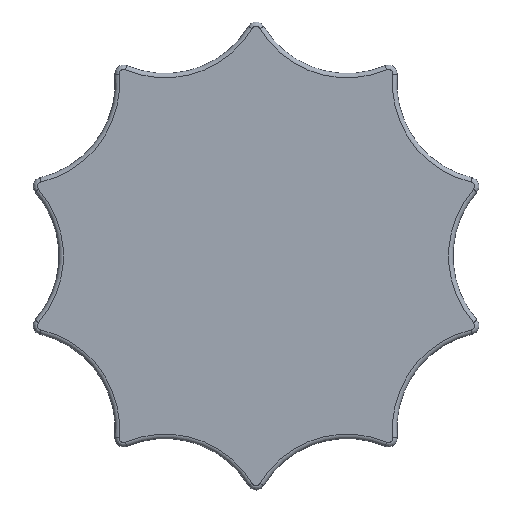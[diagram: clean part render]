
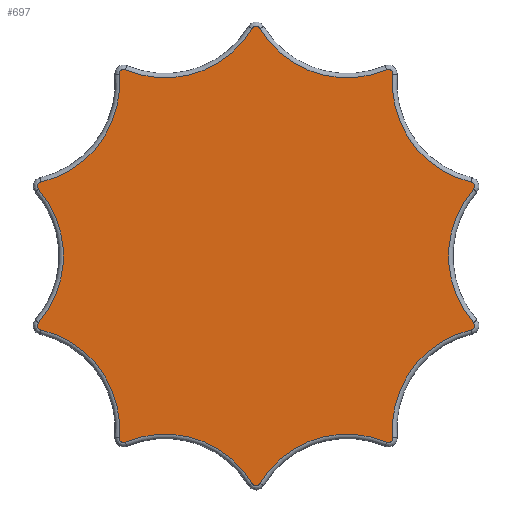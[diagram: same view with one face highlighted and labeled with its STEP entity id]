
A CAD part, front view. The second image highlights one B-rep face of the part: STEP entity #697.
In plain terms, the highlighted planar face has unit normal (0, -1, 0).
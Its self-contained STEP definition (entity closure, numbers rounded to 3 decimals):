
#17=PLANE('',#817);
#127=FACE_OUTER_BOUND('',#173,.T.);
#173=EDGE_LOOP('',(#565,#566,#567,#568,#569,#570,#571,#572,#573,#574,#575,
#576,#577,#578,#579,#580,#581,#582,#583,#584));
#192=CIRCLE('',#728,1.);
#197=CIRCLE('',#734,23.259);
#200=CIRCLE('',#737,1.);
#203=CIRCLE('',#741,23.259);
#206=CIRCLE('',#744,1.);
#209=CIRCLE('',#748,23.259);
#212=CIRCLE('',#751,1.);
#215=CIRCLE('',#755,23.259);
#218=CIRCLE('',#758,1.);
#221=CIRCLE('',#762,23.259);
#224=CIRCLE('',#765,1.);
#227=CIRCLE('',#769,23.259);
#230=CIRCLE('',#772,1.);
#233=CIRCLE('',#776,23.259);
#236=CIRCLE('',#779,1.);
#239=CIRCLE('',#783,23.259);
#242=CIRCLE('',#786,1.);
#245=CIRCLE('',#790,23.259);
#248=CIRCLE('',#793,1.);
#249=CIRCLE('',#795,23.259);
#276=VERTEX_POINT('',#1128);
#277=VERTEX_POINT('',#1130);
#279=VERTEX_POINT('',#1136);
#281=VERTEX_POINT('',#1156);
#283=VERTEX_POINT('',#1162);
#285=VERTEX_POINT('',#1182);
#287=VERTEX_POINT('',#1188);
#289=VERTEX_POINT('',#1208);
#291=VERTEX_POINT('',#1214);
#293=VERTEX_POINT('',#1234);
#295=VERTEX_POINT('',#1240);
#297=VERTEX_POINT('',#1260);
#299=VERTEX_POINT('',#1266);
#301=VERTEX_POINT('',#1286);
#303=VERTEX_POINT('',#1292);
#305=VERTEX_POINT('',#1312);
#307=VERTEX_POINT('',#1318);
#309=VERTEX_POINT('',#1338);
#311=VERTEX_POINT('',#1344);
#313=VERTEX_POINT('',#1364);
#340=EDGE_CURVE('',#276,#277,#192,.T.);
#345=EDGE_CURVE('',#277,#279,#197,.T.);
#348=EDGE_CURVE('',#279,#281,#200,.T.);
#351=EDGE_CURVE('',#281,#283,#203,.T.);
#354=EDGE_CURVE('',#283,#285,#206,.T.);
#357=EDGE_CURVE('',#285,#287,#209,.T.);
#360=EDGE_CURVE('',#287,#289,#212,.T.);
#363=EDGE_CURVE('',#289,#291,#215,.T.);
#366=EDGE_CURVE('',#291,#293,#218,.T.);
#369=EDGE_CURVE('',#293,#295,#221,.T.);
#372=EDGE_CURVE('',#295,#297,#224,.T.);
#375=EDGE_CURVE('',#297,#299,#227,.T.);
#378=EDGE_CURVE('',#299,#301,#230,.T.);
#381=EDGE_CURVE('',#301,#303,#233,.T.);
#384=EDGE_CURVE('',#303,#305,#236,.T.);
#387=EDGE_CURVE('',#305,#307,#239,.T.);
#390=EDGE_CURVE('',#307,#309,#242,.T.);
#393=EDGE_CURVE('',#309,#311,#245,.T.);
#396=EDGE_CURVE('',#311,#313,#248,.T.);
#397=EDGE_CURVE('',#313,#276,#249,.T.);
#565=ORIENTED_EDGE('',*,*,#340,.F.);
#566=ORIENTED_EDGE('',*,*,#397,.F.);
#567=ORIENTED_EDGE('',*,*,#396,.F.);
#568=ORIENTED_EDGE('',*,*,#393,.F.);
#569=ORIENTED_EDGE('',*,*,#390,.F.);
#570=ORIENTED_EDGE('',*,*,#387,.F.);
#571=ORIENTED_EDGE('',*,*,#384,.F.);
#572=ORIENTED_EDGE('',*,*,#381,.F.);
#573=ORIENTED_EDGE('',*,*,#378,.F.);
#574=ORIENTED_EDGE('',*,*,#375,.F.);
#575=ORIENTED_EDGE('',*,*,#372,.F.);
#576=ORIENTED_EDGE('',*,*,#369,.F.);
#577=ORIENTED_EDGE('',*,*,#366,.F.);
#578=ORIENTED_EDGE('',*,*,#363,.F.);
#579=ORIENTED_EDGE('',*,*,#360,.F.);
#580=ORIENTED_EDGE('',*,*,#357,.F.);
#581=ORIENTED_EDGE('',*,*,#354,.F.);
#582=ORIENTED_EDGE('',*,*,#351,.F.);
#583=ORIENTED_EDGE('',*,*,#348,.F.);
#584=ORIENTED_EDGE('',*,*,#345,.F.);
#697=ADVANCED_FACE('',(#127),#17,.F.);
#728=AXIS2_PLACEMENT_3D('',#1131,#851,#852);
#734=AXIS2_PLACEMENT_3D('',#1140,#863,#864);
#737=AXIS2_PLACEMENT_3D('',#1160,#869,#870);
#741=AXIS2_PLACEMENT_3D('',#1166,#877,#878);
#744=AXIS2_PLACEMENT_3D('',#1186,#883,#884);
#748=AXIS2_PLACEMENT_3D('',#1192,#891,#892);
#751=AXIS2_PLACEMENT_3D('',#1212,#897,#898);
#755=AXIS2_PLACEMENT_3D('',#1218,#905,#906);
#758=AXIS2_PLACEMENT_3D('',#1238,#911,#912);
#762=AXIS2_PLACEMENT_3D('',#1244,#919,#920);
#765=AXIS2_PLACEMENT_3D('',#1264,#925,#926);
#769=AXIS2_PLACEMENT_3D('',#1270,#933,#934);
#772=AXIS2_PLACEMENT_3D('',#1290,#939,#940);
#776=AXIS2_PLACEMENT_3D('',#1296,#947,#948);
#779=AXIS2_PLACEMENT_3D('',#1316,#953,#954);
#783=AXIS2_PLACEMENT_3D('',#1322,#961,#962);
#786=AXIS2_PLACEMENT_3D('',#1342,#967,#968);
#790=AXIS2_PLACEMENT_3D('',#1348,#975,#976);
#793=AXIS2_PLACEMENT_3D('',#1368,#981,#982);
#795=AXIS2_PLACEMENT_3D('',#1370,#985,#986);
#817=AXIS2_PLACEMENT_3D('',#1414,#1040,#1041);
#851=DIRECTION('center_axis',(0.,1.,0.));
#852=DIRECTION('ref_axis',(-0.588,0.,0.809));
#863=DIRECTION('center_axis',(0.,-1.,0.));
#864=DIRECTION('ref_axis',(0.309,0.,-0.951));
#869=DIRECTION('center_axis',(0.,1.,0.));
#870=DIRECTION('ref_axis',(0.,0.,1.));
#877=DIRECTION('center_axis',(0.,-1.,0.));
#878=DIRECTION('ref_axis',(-0.309,0.,-0.951));
#883=DIRECTION('center_axis',(0.,1.,0.));
#884=DIRECTION('ref_axis',(0.588,0.,0.809));
#891=DIRECTION('center_axis',(0.,-1.,0.));
#892=DIRECTION('ref_axis',(-0.809,0.,-0.588));
#897=DIRECTION('center_axis',(0.,1.,0.));
#898=DIRECTION('ref_axis',(0.951,0.,0.309));
#905=DIRECTION('center_axis',(0.,-1.,0.));
#906=DIRECTION('ref_axis',(-1.,0.,0.));
#911=DIRECTION('center_axis',(0.,1.,0.));
#912=DIRECTION('ref_axis',(0.951,0.,-0.309));
#919=DIRECTION('center_axis',(0.,-1.,0.));
#920=DIRECTION('ref_axis',(-0.809,0.,0.588));
#925=DIRECTION('center_axis',(0.,1.,0.));
#926=DIRECTION('ref_axis',(0.588,0.,-0.809));
#933=DIRECTION('center_axis',(0.,-1.,0.));
#934=DIRECTION('ref_axis',(-0.309,0.,0.951));
#939=DIRECTION('center_axis',(0.,1.,0.));
#940=DIRECTION('ref_axis',(0.,0.,-1.));
#947=DIRECTION('center_axis',(0.,-1.,0.));
#948=DIRECTION('ref_axis',(0.309,0.,0.951));
#953=DIRECTION('center_axis',(0.,1.,0.));
#954=DIRECTION('ref_axis',(-0.588,0.,-0.809));
#961=DIRECTION('center_axis',(0.,-1.,0.));
#962=DIRECTION('ref_axis',(0.809,0.,0.588));
#967=DIRECTION('center_axis',(0.,1.,0.));
#968=DIRECTION('ref_axis',(-0.951,0.,-0.309));
#975=DIRECTION('center_axis',(0.,-1.,0.));
#976=DIRECTION('ref_axis',(1.,0.,0.));
#981=DIRECTION('center_axis',(0.,1.,0.));
#982=DIRECTION('ref_axis',(-0.951,0.,0.309));
#985=DIRECTION('center_axis',(0.,-1.,0.));
#986=DIRECTION('ref_axis',(0.809,0.,-0.588));
#1040=DIRECTION('center_axis',(0.,1.,0.));
#1041=DIRECTION('ref_axis',(1.,0.,0.));
#1128=CARTESIAN_POINT('',(-87.93,0.,74.418));
#1130=CARTESIAN_POINT('',(-86.544,0.,75.425));
#1131=CARTESIAN_POINT('Origin',(-86.934,0.,74.504));
#1136=CARTESIAN_POINT('',(-57.545,0.,84.847));
#1140=CARTESIAN_POINT('Origin',(-77.473,0.,96.842));
#1156=CARTESIAN_POINT('',(-55.832,0.,84.847));
#1160=CARTESIAN_POINT('Origin',(-56.689,0.,84.332));
#1162=CARTESIAN_POINT('',(-26.833,0.,75.425));
#1166=CARTESIAN_POINT('Origin',(-35.904,0.,96.842));
#1182=CARTESIAN_POINT('',(-25.447,0.,74.418));
#1186=CARTESIAN_POINT('Origin',(-26.443,0.,74.504));
#1188=CARTESIAN_POINT('',(-7.525,0.,49.75));
#1192=CARTESIAN_POINT('Origin',(-2.275,0.,72.409));
#1208=CARTESIAN_POINT('',(-6.995,0.,48.121));
#1212=CARTESIAN_POINT('Origin',(-7.75,0.,48.776));
#1214=CARTESIAN_POINT('',(-6.995,0.,17.63));
#1218=CARTESIAN_POINT('Origin',(10.57,0.,32.875));
#1234=CARTESIAN_POINT('',(-7.525,0.,16.));
#1238=CARTESIAN_POINT('Origin',(-7.75,0.,16.974));
#1240=CARTESIAN_POINT('',(-25.447,0.,-8.668));
#1244=CARTESIAN_POINT('Origin',(-2.275,0.,-6.658));
#1260=CARTESIAN_POINT('',(-26.833,0.,-9.675));
#1264=CARTESIAN_POINT('Origin',(-26.443,0.,-8.754));
#1266=CARTESIAN_POINT('',(-55.832,0.,-19.097));
#1270=CARTESIAN_POINT('Origin',(-35.904,0.,-31.092));
#1286=CARTESIAN_POINT('',(-57.545,0.,-19.097));
#1290=CARTESIAN_POINT('Origin',(-56.689,0.,-18.581));
#1292=CARTESIAN_POINT('',(-86.544,0.,-9.675));
#1296=CARTESIAN_POINT('Origin',(-77.473,0.,-31.092));
#1312=CARTESIAN_POINT('',(-87.93,0.,-8.668));
#1316=CARTESIAN_POINT('Origin',(-86.934,0.,-8.754));
#1318=CARTESIAN_POINT('',(-105.852,0.,16.));
#1322=CARTESIAN_POINT('Origin',(-111.102,0.,-6.658));
#1338=CARTESIAN_POINT('',(-106.382,0.,17.63));
#1342=CARTESIAN_POINT('Origin',(-105.627,0.,16.974));
#1344=CARTESIAN_POINT('',(-106.382,0.,48.121));
#1348=CARTESIAN_POINT('Origin',(-123.947,0.,32.875));
#1364=CARTESIAN_POINT('',(-105.852,0.,49.75));
#1368=CARTESIAN_POINT('Origin',(-105.627,0.,48.776));
#1370=CARTESIAN_POINT('Origin',(-111.102,0.,72.409));
#1414=CARTESIAN_POINT('Origin',(-56.689,0.,32.875));
